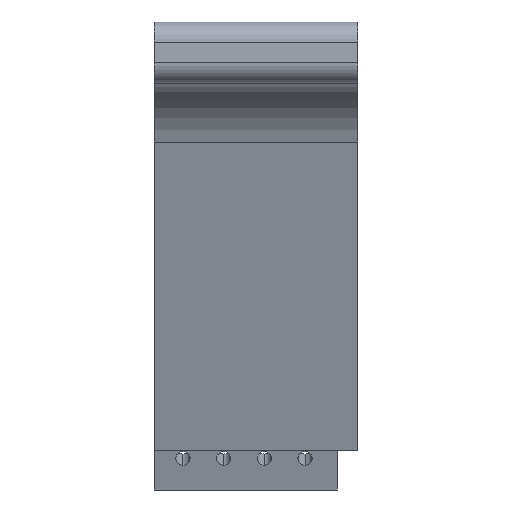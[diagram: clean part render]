
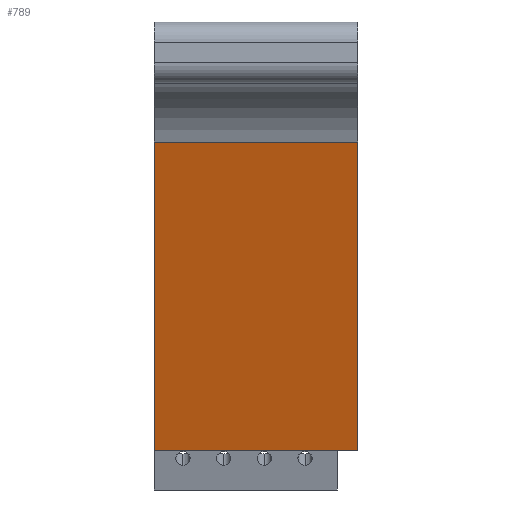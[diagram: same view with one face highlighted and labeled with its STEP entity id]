
A CAD part, left-side view. The second image highlights one B-rep face of the part: STEP entity #789.
In plain terms, the highlighted planar face has unit normal (-0.961, 0, -0.275).
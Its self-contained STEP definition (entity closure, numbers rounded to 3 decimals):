
#50 = PLANE ( 'NONE',  #345 ) ;
#66 = CARTESIAN_POINT ( 'NONE',  ( 4.716, 28.047, 128.74 ) ) ;
#75 = VERTEX_POINT ( 'NONE', #852 ) ;
#126 = DIRECTION ( 'NONE',  ( 0.275, 0., -0.961 ) ) ;
#142 = LINE ( 'NONE', #446, #478 ) ;
#196 = VECTOR ( 'NONE', #126, 1000. ) ;
#215 = LINE ( 'NONE', #225, #500 ) ;
#225 = CARTESIAN_POINT ( 'NONE',  ( 4.716, -21.953, 128.74 ) ) ;
#259 = CARTESIAN_POINT ( 'NONE',  ( -16.989, 28.047, 204.49 ) ) ;
#294 = ORIENTED_EDGE ( 'NONE', *, *, #427, .T. ) ;
#297 = LINE ( 'NONE', #898, #196 ) ;
#345 = AXIS2_PLACEMENT_3D ( 'NONE', #582, #667, #358 ) ;
#348 = EDGE_CURVE ( 'NONE', #934, #75, #215, .T. ) ;
#354 = LINE ( 'NONE', #736, #631 ) ;
#358 = DIRECTION ( 'NONE',  ( -0.275, 0., 0.961 ) ) ;
#364 = FACE_OUTER_BOUND ( 'NONE', #738, .T. ) ;
#365 = DIRECTION ( 'NONE',  ( 0.275, 0., -0.961 ) ) ;
#427 = EDGE_CURVE ( 'NONE', #934, #638, #354, .T. ) ;
#446 = CARTESIAN_POINT ( 'NONE',  ( 4.716, 28.047, 128.74 ) ) ;
#466 = EDGE_CURVE ( 'NONE', #638, #760, #297, .T. ) ;
#478 = VECTOR ( 'NONE', #660, 1000. ) ;
#500 = VECTOR ( 'NONE', #365, 1000. ) ;
#582 = CARTESIAN_POINT ( 'NONE',  ( 4.716, 28.047, 128.74 ) ) ;
#598 = DIRECTION ( 'NONE',  ( 0., 1., 0. ) ) ;
#631 = VECTOR ( 'NONE', #598, 1000. ) ;
#638 = VERTEX_POINT ( 'NONE', #259 ) ;
#660 = DIRECTION ( 'NONE',  ( 0., -1., 0. ) ) ;
#667 = DIRECTION ( 'NONE',  ( -0.961, 0., -0.275 ) ) ;
#736 = CARTESIAN_POINT ( 'NONE',  ( -16.989, 28.047, 204.49 ) ) ;
#738 = EDGE_LOOP ( 'NONE', ( #829, #294, #938, #804 ) ) ;
#760 = VERTEX_POINT ( 'NONE', #66 ) ;
#789 = ADVANCED_FACE ( 'NONE', ( #364 ), #50, .T. ) ;
#804 = ORIENTED_EDGE ( 'NONE', *, *, #827, .T. ) ;
#827 = EDGE_CURVE ( 'NONE', #760, #75, #142, .T. ) ;
#829 = ORIENTED_EDGE ( 'NONE', *, *, #348, .F. ) ;
#845 = CARTESIAN_POINT ( 'NONE',  ( -16.989, -21.953, 204.49 ) ) ;
#852 = CARTESIAN_POINT ( 'NONE',  ( 4.716, -21.953, 128.74 ) ) ;
#898 = CARTESIAN_POINT ( 'NONE',  ( 4.716, 28.047, 128.74 ) ) ;
#934 = VERTEX_POINT ( 'NONE', #845 ) ;
#938 = ORIENTED_EDGE ( 'NONE', *, *, #466, .T. ) ;
